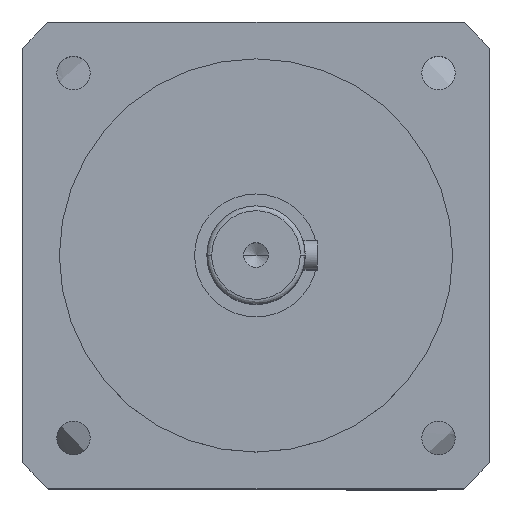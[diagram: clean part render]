
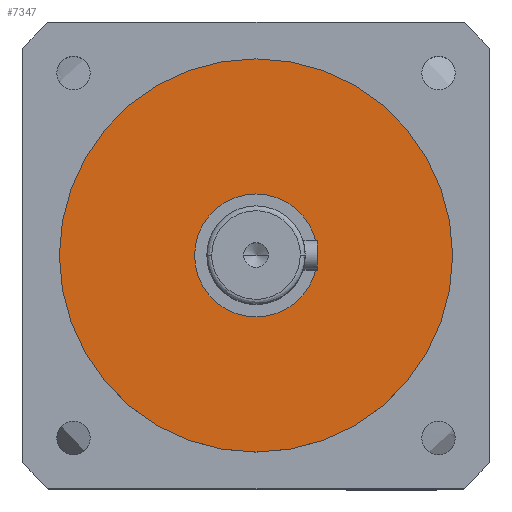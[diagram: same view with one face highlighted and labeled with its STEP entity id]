
A CAD part, top view. The second image highlights one B-rep face of the part: STEP entity #7347.
In plain terms, the highlighted planar face has unit normal (0, 0, 1).
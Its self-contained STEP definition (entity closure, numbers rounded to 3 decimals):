
#238 = CIRCLE ( 'NONE', #7573, 40. ) ;
#306 = FACE_BOUND ( 'NONE', #405, .T. ) ;
#405 = EDGE_LOOP ( 'NONE', ( #830, #4718 ) ) ;
#429 = CARTESIAN_POINT ( 'NONE',  ( 0., 0., -50. ) ) ;
#830 = ORIENTED_EDGE ( 'NONE', *, *, #874, .F. ) ;
#874 = EDGE_CURVE ( 'NONE', #4125, #8177, #5275, .T. ) ;
#995 = ORIENTED_EDGE ( 'NONE', *, *, #2478, .F. ) ;
#1369 = EDGE_CURVE ( 'NONE', #8177, #4125, #5365, .T. ) ;
#1396 = CARTESIAN_POINT ( 'NONE',  ( 40., 0., -50. ) ) ;
#1435 = PLANE ( 'NONE',  #2254 ) ;
#1627 = DIRECTION ( 'NONE',  ( 0., 0., 1. ) ) ;
#2037 = FACE_OUTER_BOUND ( 'NONE', #6256, .T. ) ;
#2254 = AXIS2_PLACEMENT_3D ( 'NONE', #4791, #7947, #4115 ) ;
#2478 = EDGE_CURVE ( 'NONE', #3037, #6791, #238, .T. ) ;
#3037 = VERTEX_POINT ( 'NONE', #8386 ) ;
#3630 = CARTESIAN_POINT ( 'NONE',  ( -12.5, 0., -50. ) ) ;
#3705 = AXIS2_PLACEMENT_3D ( 'NONE', #429, #1627, #4244 ) ;
#3796 = CARTESIAN_POINT ( 'NONE',  ( 12.5, 0., -50. ) ) ;
#3828 = CARTESIAN_POINT ( 'NONE',  ( 0., 0., -50. ) ) ;
#3872 = CARTESIAN_POINT ( 'NONE',  ( 0., 0., -50. ) ) ;
#4110 = DIRECTION ( 'NONE',  ( 0., 0., -1. ) ) ;
#4115 = DIRECTION ( 'NONE',  ( -1., 0., 0. ) ) ;
#4125 = VERTEX_POINT ( 'NONE', #3796 ) ;
#4244 = DIRECTION ( 'NONE',  ( 1., 0., 0. ) ) ;
#4483 = DIRECTION ( 'NONE',  ( 1., 0., 0. ) ) ;
#4718 = ORIENTED_EDGE ( 'NONE', *, *, #1369, .F. ) ;
#4791 = CARTESIAN_POINT ( 'NONE',  ( 0., 40., -50. ) ) ;
#5122 = ORIENTED_EDGE ( 'NONE', *, *, #8012, .F. ) ;
#5275 = CIRCLE ( 'NONE', #7911, 12.5 ) ;
#5365 = CIRCLE ( 'NONE', #3705, 12.5 ) ;
#5819 = DIRECTION ( 'NONE',  ( 0., 0., 1. ) ) ;
#5940 = CARTESIAN_POINT ( 'NONE',  ( 0., 0., -50. ) ) ;
#6256 = EDGE_LOOP ( 'NONE', ( #5122, #995 ) ) ;
#6524 = AXIS2_PLACEMENT_3D ( 'NONE', #5940, #4110, #7943 ) ;
#6791 = VERTEX_POINT ( 'NONE', #1396 ) ;
#7100 = CIRCLE ( 'NONE', #6524, 40. ) ;
#7347 = ADVANCED_FACE ( 'NONE', ( #2037, #306 ), #1435, .F. ) ;
#7573 = AXIS2_PLACEMENT_3D ( 'NONE', #3828, #8343, #4483 ) ;
#7737 = DIRECTION ( 'NONE',  ( 1., 0., 0. ) ) ;
#7911 = AXIS2_PLACEMENT_3D ( 'NONE', #3872, #5819, #7737 ) ;
#7943 = DIRECTION ( 'NONE',  ( 1., 0., 0. ) ) ;
#7947 = DIRECTION ( 'NONE',  ( 0., 0., -1. ) ) ;
#8012 = EDGE_CURVE ( 'NONE', #6791, #3037, #7100, .T. ) ;
#8177 = VERTEX_POINT ( 'NONE', #3630 ) ;
#8343 = DIRECTION ( 'NONE',  ( 0., 0., -1. ) ) ;
#8386 = CARTESIAN_POINT ( 'NONE',  ( -40., 0., -50. ) ) ;
